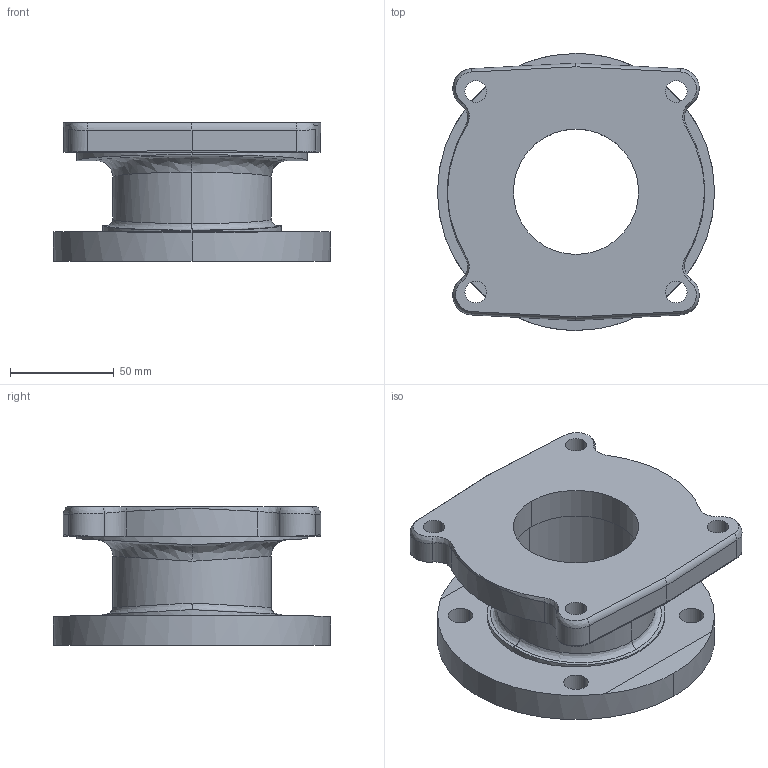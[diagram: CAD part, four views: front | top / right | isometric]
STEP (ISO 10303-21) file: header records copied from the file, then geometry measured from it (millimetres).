
FILE_DESCRIPTION((''),'2;1');
FILE_NAME('C16301_PRT','2006-03-17T',('work1'),(''),'PRO/ENGINEER BY PARAMETRIC TECHNOLOGY CORPORATION, 2005110','PRO/ENGINEER BY PARAMETRIC TECHNOLOGY CORPORATION, 2005110','');
FILE_SCHEMA(('CONFIG_CONTROL_DESIGN'));
Length unit declared in the file: inch
Products named in the file (1): C16301_PRT
Bounding box: 133.35 x 133.35 x 66.67 mm (x, y, z)
Volume: 364989.7 mm3; surface area: 79189.5 mm2
Topology: 1 solids, 1 shells, 91 faces, 224 edges, 140 vertices
Faces by surface type: cylinder 50, bspline 24, plane 17
Entity records: 4485 total; most frequent: CARTESIAN_POINT 2454, ORIENTED_EDGE 448, DIRECTION 354, EDGE_CURVE 224, AXIS2_PLACEMENT_3D 147, VERTEX_POINT 140, EDGE_LOOP 114, FACE_OUTER_BOUND 91
